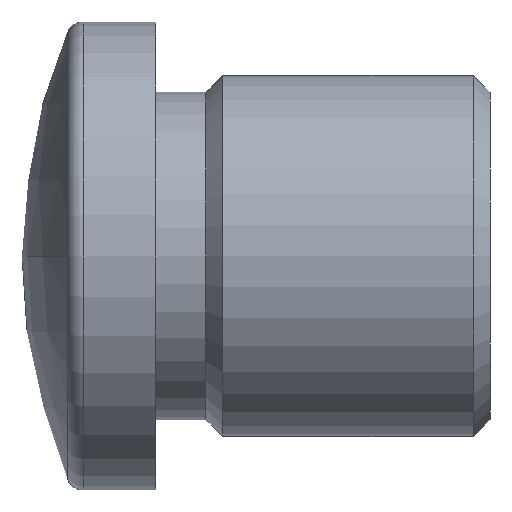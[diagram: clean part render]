
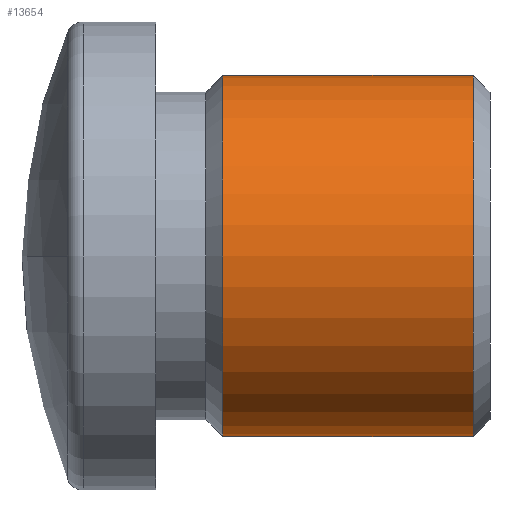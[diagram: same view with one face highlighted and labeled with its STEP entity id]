
A CAD part, left-side view. The second image highlights one B-rep face of the part: STEP entity #13654.
In plain terms, the highlighted cylindrical face has radius 5.4 mm (diameter 10.8 mm), a partial arc.
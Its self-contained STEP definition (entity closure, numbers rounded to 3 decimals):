
#413 = DIRECTION ( 'NONE',  ( 0., -1., 0. ) ) ;
#1045 = ORIENTED_EDGE ( 'NONE', *, *, #4550, .T. ) ;
#1161 = CARTESIAN_POINT ( 'NONE',  ( 0., 0.5, -5.4 ) ) ;
#1451 = ORIENTED_EDGE ( 'NONE', *, *, #10082, .T. ) ;
#1797 = EDGE_CURVE ( 'NONE', #4286, #11896, #12606, .T. ) ;
#2336 = DIRECTION ( 'NONE',  ( 0., 0., -1. ) ) ;
#2420 = ORIENTED_EDGE ( 'NONE', *, *, #1797, .F. ) ;
#2517 = VERTEX_POINT ( 'NONE', #1161 ) ;
#2786 = CARTESIAN_POINT ( 'NONE',  ( 0., 0., -5.4 ) ) ;
#3284 = DIRECTION ( 'NONE',  ( 0., 1., 0. ) ) ;
#3994 = DIRECTION ( 'NONE',  ( 0., -1., 0. ) ) ;
#4286 = VERTEX_POINT ( 'NONE', #7435 ) ;
#4305 = VECTOR ( 'NONE', #3994, 1000. ) ;
#4489 = VECTOR ( 'NONE', #413, 1000. ) ;
#4550 = EDGE_CURVE ( 'NONE', #4286, #9732, #4939, .T. ) ;
#4939 = CIRCLE ( 'NONE', #5111, 5.4 ) ;
#5111 = AXIS2_PLACEMENT_3D ( 'NONE', #9236, #10432, #12705 ) ;
#5300 = EDGE_LOOP ( 'NONE', ( #2420, #1045, #5617, #1451 ) ) ;
#5367 = DIRECTION ( 'NONE',  ( 0., 0., -1. ) ) ;
#5617 = ORIENTED_EDGE ( 'NONE', *, *, #12865, .T. ) ;
#5728 = FACE_OUTER_BOUND ( 'NONE', #5300, .T. ) ;
#5883 = AXIS2_PLACEMENT_3D ( 'NONE', #12503, #3284, #2336 ) ;
#6752 = CARTESIAN_POINT ( 'NONE',  ( 0., 8., -5.4 ) ) ;
#7435 = CARTESIAN_POINT ( 'NONE',  ( 0., 8., 5.4 ) ) ;
#7588 = CARTESIAN_POINT ( 'NONE',  ( 0., 0., 0. ) ) ;
#8006 = CYLINDRICAL_SURFACE ( 'NONE', #13510, 5.4 ) ;
#9236 = CARTESIAN_POINT ( 'NONE',  ( 0., 8., 0. ) ) ;
#9545 = CARTESIAN_POINT ( 'NONE',  ( 0., 0.5, 5.4 ) ) ;
#9697 = CIRCLE ( 'NONE', #5883, 5.4 ) ;
#9732 = VERTEX_POINT ( 'NONE', #6752 ) ;
#9944 = LINE ( 'NONE', #2786, #4305 ) ;
#10082 = EDGE_CURVE ( 'NONE', #2517, #11896, #9697, .T. ) ;
#10432 = DIRECTION ( 'NONE',  ( 0., -1., 0. ) ) ;
#11896 = VERTEX_POINT ( 'NONE', #9545 ) ;
#12503 = CARTESIAN_POINT ( 'NONE',  ( 0., 0.5, 0. ) ) ;
#12606 = LINE ( 'NONE', #13947, #4489 ) ;
#12705 = DIRECTION ( 'NONE',  ( 0., 0., -1. ) ) ;
#12865 = EDGE_CURVE ( 'NONE', #9732, #2517, #9944, .T. ) ;
#13510 = AXIS2_PLACEMENT_3D ( 'NONE', #7588, #14415, #5367 ) ;
#13654 = ADVANCED_FACE ( 'NONE', ( #5728 ), #8006, .T. ) ;
#13947 = CARTESIAN_POINT ( 'NONE',  ( 0., 0., 5.4 ) ) ;
#14415 = DIRECTION ( 'NONE',  ( 0., -1., 0. ) ) ;
